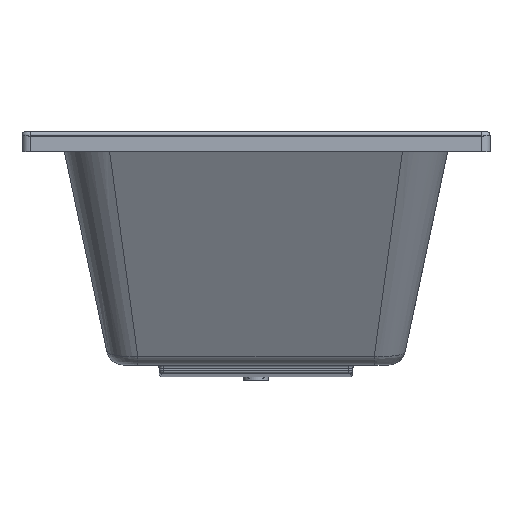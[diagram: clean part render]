
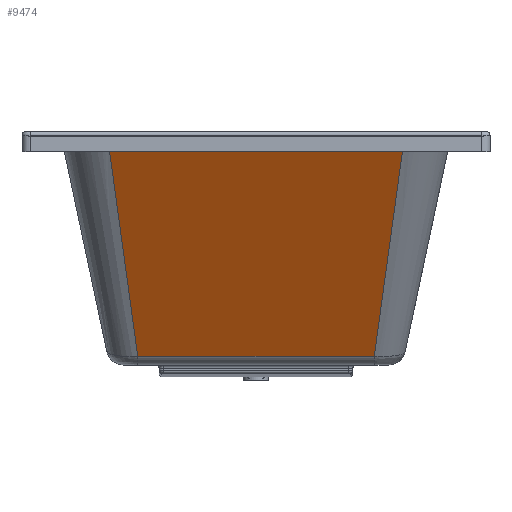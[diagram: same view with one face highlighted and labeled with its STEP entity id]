
A CAD part, left-side view. The second image highlights one B-rep face of the part: STEP entity #9474.
In plain terms, the highlighted planar face has unit normal (-0.872, 0, -0.49).
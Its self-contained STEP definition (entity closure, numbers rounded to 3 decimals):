
#8597=CARTESIAN_POINT('',(-34.167,-62.41,-13.568));
#8598=VERTEX_POINT('',#8597);
#8839=CARTESIAN_POINT('',(-34.167,-568.678,-13.568));
#8840=VERTEX_POINT('',#8839);
#8841=CARTESIAN_POINT('',(-34.167,-62.41,-13.568));
#8842=DIRECTION('',(0.0,-1.0,0.0));
#8843=VECTOR('',#8842,506.269);
#8844=LINE('',#8841,#8843);
#8845=EDGE_CURVE('',#8598,#8840,#8844,.T.);
#9405=CARTESIAN_POINT('',(174.599,-517.647,-384.708));
#9406=VERTEX_POINT('',#9405);
#9440=CARTESIAN_POINT('',(174.599,-517.647,-384.708));
#9441=CARTESIAN_POINT('',(105.01,-534.657,-260.995));
#9442=CARTESIAN_POINT('',(35.422,-551.668,-137.281));
#9443=CARTESIAN_POINT('',(-34.167,-568.678,-13.568));
#9444=B_SPLINE_CURVE_WITH_KNOTS('',3,(#9440,#9441,#9442,#9443),.UNSPECIFIED.,.F.,.U.,(4,4),(0.038,0.966),.UNSPECIFIED.);
#9445=EDGE_CURVE('',#9406,#8840,#9444,.T.);
#9450=CARTESIAN_POINT('',(183.201,-115.544,-400.0));
#9451=DIRECTION('',(-0.872,0.,-0.49));
#9452=DIRECTION('',(-0.49,0.0,0.872));
#9453=AXIS2_PLACEMENT_3D('',#9450,#9451,#9452);
#9454=PLANE('',#9453);
#9455=CARTESIAN_POINT('',(174.599,-113.441,-384.708));
#9456=VERTEX_POINT('',#9455);
#9457=CARTESIAN_POINT('',(174.599,-517.647,-384.708));
#9458=DIRECTION('',(0.0,1.0,0.0));
#9459=VECTOR('',#9458,404.205);
#9460=LINE('',#9457,#9459);
#9461=EDGE_CURVE('',#9406,#9456,#9460,.T.);
#9462=ORIENTED_EDGE('',*,*,#9461,.F.);
#9463=ORIENTED_EDGE('',*,*,#9445,.T.);
#9464=ORIENTED_EDGE('',*,*,#8845,.F.);
#9465=CARTESIAN_POINT('',(174.599,-113.441,-384.708));
#9466=CARTESIAN_POINT('',(105.01,-96.431,-260.995));
#9467=CARTESIAN_POINT('',(35.422,-79.42,-137.281));
#9468=CARTESIAN_POINT('',(-34.167,-62.41,-13.568));
#9469=B_SPLINE_CURVE_WITH_KNOTS('',3,(#9465,#9466,#9467,#9468),.UNSPECIFIED.,.F.,.U.,(4,4),(0.038,0.966),.UNSPECIFIED.);
#9470=EDGE_CURVE('',#9456,#8598,#9469,.T.);
#9471=ORIENTED_EDGE('',*,*,#9470,.F.);
#9472=EDGE_LOOP('',(#9462,#9463,#9464,#9471));
#9473=FACE_OUTER_BOUND('',#9472,.T.);
#9474=ADVANCED_FACE('',(#9473),#9454,.T.);
